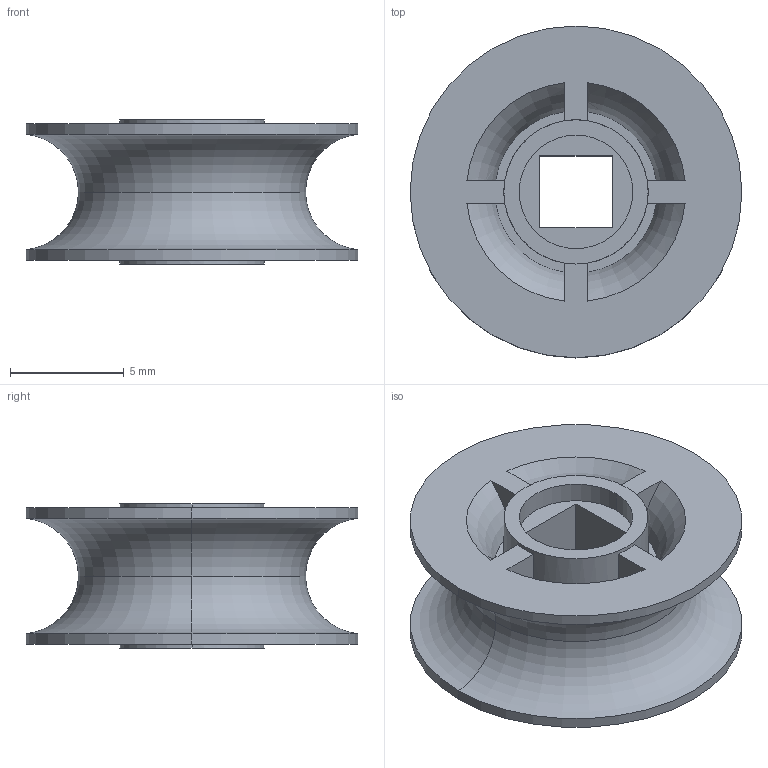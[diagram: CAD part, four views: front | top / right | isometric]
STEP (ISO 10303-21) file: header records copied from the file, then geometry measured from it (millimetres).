
FILE_DESCRIPTION (( 'STEP AP214' ), '1' );
FILE_NAME ('228-2500-163.STEP', '2014-03-06T19:02:06', ( '' ), ( '' ), 'SwSTEP 2.0', 'SolidWorks 2013', '' );
FILE_SCHEMA (( 'AUTOMOTIVE_DESIGN' ));
Length unit declared in the file: millimetre
Products named in the file (1): 228-2500-163
Bounding box: 14.6 x 14.6 x 6.35 mm (x, y, z)
Volume: 504.6 mm3; surface area: 885.1 mm2
Topology: 1 solids, 1 shells, 58 faces, 150 edges, 98 vertices
Faces by surface type: plane 34, torus 12, cylinder 12
Entity records: 1918 total; most frequent: CARTESIAN_POINT 431, DIRECTION 314, ORIENTED_EDGE 300, EDGE_CURVE 150, AXIS2_PLACEMENT_3D 121, VERTEX_POINT 98, VECTOR 72, LINE 72
